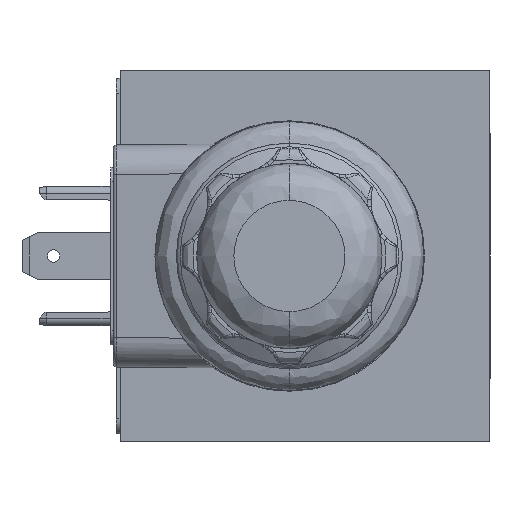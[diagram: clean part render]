
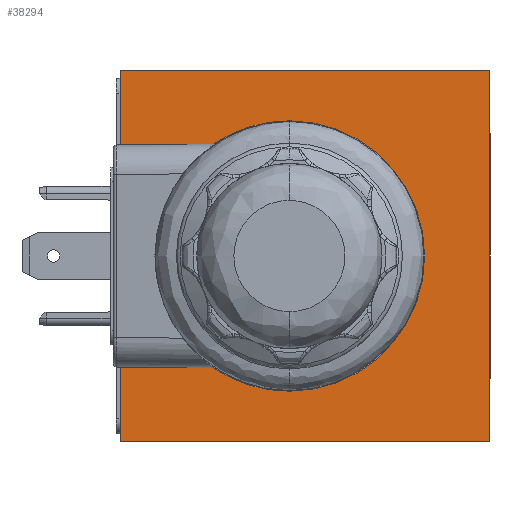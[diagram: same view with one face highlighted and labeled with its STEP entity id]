
A CAD part, left-side view. The second image highlights one B-rep face of the part: STEP entity #38294.
In plain terms, the highlighted planar face has unit normal (-1, 0, 0).
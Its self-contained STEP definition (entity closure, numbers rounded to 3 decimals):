
#167 = CARTESIAN_POINT ( 'NONE',  ( -2.5, 24.925, -25. ) ) ;
#1154 = VERTEX_POINT ( 'NONE', #14233 ) ;
#1318 = DIRECTION ( 'NONE',  ( 0., 0., 1. ) ) ;
#1333 = DIRECTION ( 'NONE',  ( -1., 0., 0. ) ) ;
#1442 = VERTEX_POINT ( 'NONE', #1723 ) ;
#1684 = ORIENTED_EDGE ( 'NONE', *, *, #26571, .F. ) ;
#1723 = CARTESIAN_POINT ( 'NONE',  ( -2.5, 24.925, 15.008 ) ) ;
#1726 = CARTESIAN_POINT ( 'NONE',  ( -2.5, 24.925, -25. ) ) ;
#1891 = DIRECTION ( 'NONE',  ( 0., 0., -1. ) ) ;
#2436 = DIRECTION ( 'NONE',  ( -1., 0., 0. ) ) ;
#4613 = VECTOR ( 'NONE', #27845, 1000. ) ;
#4831 = CARTESIAN_POINT ( 'NONE',  ( -2.5, 24.925, -25. ) ) ;
#5387 = VERTEX_POINT ( 'NONE', #40139 ) ;
#5442 = DIRECTION ( 'NONE',  ( 1., 0., 0. ) ) ;
#5564 = CARTESIAN_POINT ( 'NONE',  ( -2.5, 24.925, -25. ) ) ;
#7037 = DIRECTION ( 'NONE',  ( -1., 0., 0. ) ) ;
#7470 = ORIENTED_EDGE ( 'NONE', *, *, #15456, .T. ) ;
#8095 = DIRECTION ( 'NONE',  ( 0., 0., 1. ) ) ;
#8189 = VERTEX_POINT ( 'NONE', #1726 ) ;
#8244 = CARTESIAN_POINT ( 'NONE',  ( -2.5, 24.925, 25. ) ) ;
#8524 = LINE ( 'NONE', #5564, #36943 ) ;
#8708 = VERTEX_POINT ( 'NONE', #19578 ) ;
#8970 = VECTOR ( 'NONE', #24987, 1000. ) ;
#9262 = EDGE_CURVE ( 'NONE', #14736, #20387, #36866, .T. ) ;
#10046 = AXIS2_PLACEMENT_3D ( 'NONE', #16325, #1333, #8095 ) ;
#10085 = EDGE_CURVE ( 'NONE', #41108, #24461, #20848, .T. ) ;
#10536 = CARTESIAN_POINT ( 'NONE',  ( -2.5, -24.925, 25. ) ) ;
#10625 = VECTOR ( 'NONE', #12330, 1000. ) ;
#10644 = EDGE_CURVE ( 'NONE', #1154, #41108, #20689, .T. ) ;
#11637 = ORIENTED_EDGE ( 'NONE', *, *, #36092, .F. ) ;
#11937 = ORIENTED_EDGE ( 'NONE', *, *, #15512, .F. ) ;
#12104 = ORIENTED_EDGE ( 'NONE', *, *, #9262, .F. ) ;
#12135 = VECTOR ( 'NONE', #36523, 1000. ) ;
#12330 = DIRECTION ( 'NONE',  ( 0., 0., 1. ) ) ;
#13605 = AXIS2_PLACEMENT_3D ( 'NONE', #4831, #5442, #1891 ) ;
#14172 = EDGE_CURVE ( 'NONE', #1442, #5387, #15991, .T. ) ;
#14233 = CARTESIAN_POINT ( 'NONE',  ( -2.5, 24.925, -15.008 ) ) ;
#14736 = VERTEX_POINT ( 'NONE', #21017 ) ;
#15456 = EDGE_CURVE ( 'NONE', #8189, #8708, #8524, .T. ) ;
#15512 = EDGE_CURVE ( 'NONE', #8189, #1154, #34945, .T. ) ;
#15991 = LINE ( 'NONE', #167, #18549 ) ;
#16325 = CARTESIAN_POINT ( 'NONE',  ( -2.5, 2.075, 0. ) ) ;
#17063 = CARTESIAN_POINT ( 'NONE',  ( -2.5, 12.297, 15.118 ) ) ;
#18024 = VECTOR ( 'NONE', #26367, 1000. ) ;
#18549 = VECTOR ( 'NONE', #29678, 1000. ) ;
#18860 = CARTESIAN_POINT ( 'NONE',  ( -2.5, 24.925, -25. ) ) ;
#19484 = AXIS2_PLACEMENT_3D ( 'NONE', #35150, #7037, #1318 ) ;
#19578 = CARTESIAN_POINT ( 'NONE',  ( -2.5, -24.925, -25. ) ) ;
#20387 = VERTEX_POINT ( 'NONE', #39572 ) ;
#20689 = LINE ( 'NONE', #33577, #12135 ) ;
#20848 = CIRCLE ( 'NONE', #10046, 18.25 ) ;
#21017 = CARTESIAN_POINT ( 'NONE',  ( -2.5, 2.075, 18.25 ) ) ;
#22257 = ORIENTED_EDGE ( 'NONE', *, *, #10085, .F. ) ;
#24461 = VERTEX_POINT ( 'NONE', #29086 ) ;
#24594 = CARTESIAN_POINT ( 'NONE',  ( -2.5, 2.075, 0. ) ) ;
#24987 = DIRECTION ( 'NONE',  ( 0., 0., 1. ) ) ;
#25195 = CARTESIAN_POINT ( 'NONE',  ( -2.5, -24.925, 0. ) ) ;
#26367 = DIRECTION ( 'NONE',  ( 0., 1., -0.009 ) ) ;
#26571 = EDGE_CURVE ( 'NONE', #20387, #1442, #39689, .T. ) ;
#26579 = VERTEX_POINT ( 'NONE', #10536 ) ;
#27157 = ORIENTED_EDGE ( 'NONE', *, *, #34383, .F. ) ;
#27561 = CIRCLE ( 'NONE', #19484, 18.25 ) ;
#27845 = DIRECTION ( 'NONE',  ( 0., -1., 0. ) ) ;
#29086 = CARTESIAN_POINT ( 'NONE',  ( -2.5, 2.075, -18.25 ) ) ;
#29391 = EDGE_LOOP ( 'NONE', ( #22257, #31596, #11937, #7470, #32530, #27157, #32133, #1684, #12104, #11637 ) ) ;
#29678 = DIRECTION ( 'NONE',  ( 0., 0., 1. ) ) ;
#30233 = EDGE_CURVE ( 'NONE', #8708, #26579, #41047, .T. ) ;
#31147 = CARTESIAN_POINT ( 'NONE',  ( -2.5, 12.297, -15.118 ) ) ;
#31596 = ORIENTED_EDGE ( 'NONE', *, *, #10644, .F. ) ;
#32133 = ORIENTED_EDGE ( 'NONE', *, *, #14172, .F. ) ;
#32530 = ORIENTED_EDGE ( 'NONE', *, *, #30233, .T. ) ;
#33577 = CARTESIAN_POINT ( 'NONE',  ( -2.5, 24.925, -15.008 ) ) ;
#34383 = EDGE_CURVE ( 'NONE', #5387, #26579, #38022, .T. ) ;
#34619 = FACE_OUTER_BOUND ( 'NONE', #29391, .T. ) ;
#34945 = LINE ( 'NONE', #18860, #10625 ) ;
#35150 = CARTESIAN_POINT ( 'NONE',  ( -2.5, 2.075, 0. ) ) ;
#36092 = EDGE_CURVE ( 'NONE', #24461, #14736, #27561, .T. ) ;
#36523 = DIRECTION ( 'NONE',  ( 0., -1., -0.009 ) ) ;
#36866 = CIRCLE ( 'NONE', #38907, 18.25 ) ;
#36943 = VECTOR ( 'NONE', #41462, 1000. ) ;
#37352 = PLANE ( 'NONE',  #13605 ) ;
#38022 = LINE ( 'NONE', #8244, #4613 ) ;
#38123 = DIRECTION ( 'NONE',  ( 0., 0., 1. ) ) ;
#38294 = ADVANCED_FACE ( 'NONE', ( #34619 ), #37352, .F. ) ;
#38907 = AXIS2_PLACEMENT_3D ( 'NONE', #24594, #2436, #38123 ) ;
#39572 = CARTESIAN_POINT ( 'NONE',  ( -2.5, 12.297, 15.118 ) ) ;
#39689 = LINE ( 'NONE', #17063, #18024 ) ;
#40139 = CARTESIAN_POINT ( 'NONE',  ( -2.5, 24.925, 25. ) ) ;
#41047 = LINE ( 'NONE', #25195, #8970 ) ;
#41108 = VERTEX_POINT ( 'NONE', #31147 ) ;
#41462 = DIRECTION ( 'NONE',  ( 0., -1., 0. ) ) ;
